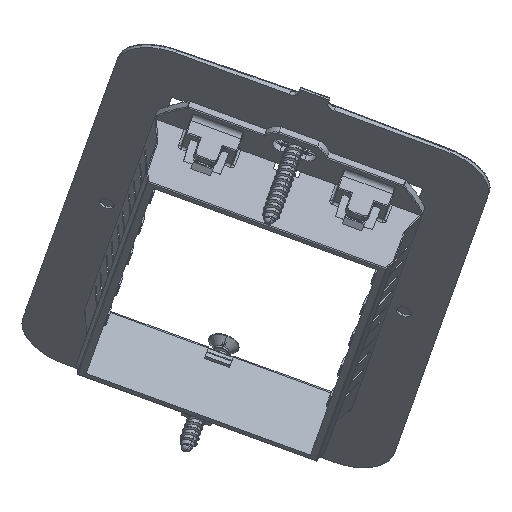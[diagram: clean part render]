
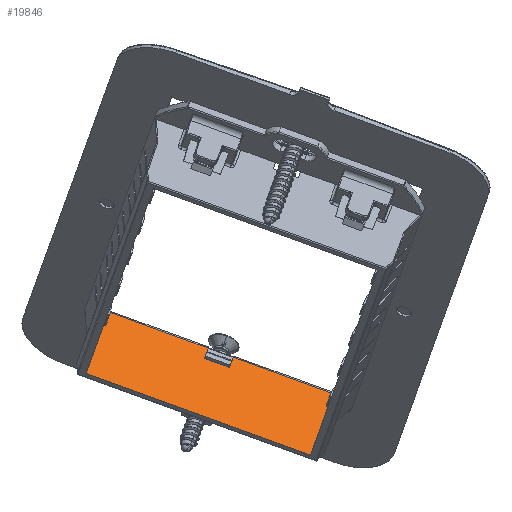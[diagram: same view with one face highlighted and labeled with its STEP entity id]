
A CAD part, left-side view. The second image highlights one B-rep face of the part: STEP entity #19846.
In plain terms, the highlighted face is planar.
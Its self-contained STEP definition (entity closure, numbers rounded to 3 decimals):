
#4780=CARTESIAN_POINT('Vertex',(34.117,-22.747,-2.103)) ;
#4783=CARTESIAN_POINT('Line Origine',(34.058,-22.689,-8.801)) ;
#4787=CARTESIAN_POINT('Vertex',(34.,-22.63,-15.5)) ;
#6452=CARTESIAN_POINT('Vertex',(34.131,-25.323,-0.496)) ;
#6456=CARTESIAN_POINT('Control Point',(34.12,-25.3,-1.8)) ;
#6457=CARTESIAN_POINT('Control Point',(34.131,-25.323,-0.496)) ;
#6458=CARTESIAN_POINT('Vertex',(34.12,-25.3,-1.8)) ;
#7173=CARTESIAN_POINT('Line Origine',(34.,0.,-15.5)) ;
#7177=CARTESIAN_POINT('Vertex',(34.,22.63,-15.5)) ;
#18012=CARTESIAN_POINT('Vertex',(34.12,-23.05,-1.8)) ;
#18027=CARTESIAN_POINT('Line Origine',(34.12,-24.175,-1.8)) ;
#18279=CARTESIAN_POINT('Control Point',(34.117,-22.747,-2.103)) ;
#18280=CARTESIAN_POINT('Control Point',(34.12,-23.05,-1.8)) ;
#19756=CARTESIAN_POINT('Vertex',(34.109,2.5,-3.)) ;
#19759=CARTESIAN_POINT('Line Origine',(34.109,0.,-3.)) ;
#19763=CARTESIAN_POINT('Vertex',(34.109,-2.5,-3.)) ;
#19778=CARTESIAN_POINT('Axis2P3D Location',(34.,0.,-15.5)) ;
#19783=CARTESIAN_POINT('Line Origine',(34.131,-12.65,-0.496)) ;
#19787=CARTESIAN_POINT('Vertex',(34.131,-2.544,-0.496)) ;
#19791=CARTESIAN_POINT('Control Point',(34.109,-2.5,-3.)) ;
#19792=CARTESIAN_POINT('Control Point',(34.131,-2.544,-0.496)) ;
#19795=CARTESIAN_POINT('Control Point',(34.109,2.5,-3.)) ;
#19796=CARTESIAN_POINT('Control Point',(34.131,2.544,-0.496)) ;
#19797=CARTESIAN_POINT('Vertex',(34.131,2.544,-0.496)) ;
#19800=CARTESIAN_POINT('Line Origine',(34.131,-12.65,-0.496)) ;
#19804=CARTESIAN_POINT('Vertex',(34.131,25.323,-0.496)) ;
#19808=CARTESIAN_POINT('Control Point',(34.12,25.3,-1.8)) ;
#19809=CARTESIAN_POINT('Control Point',(34.131,25.323,-0.496)) ;
#19810=CARTESIAN_POINT('Vertex',(34.12,25.3,-1.8)) ;
#19813=CARTESIAN_POINT('Line Origine',(34.12,-12.65,-1.8)) ;
#19817=CARTESIAN_POINT('Vertex',(34.12,23.05,-1.8)) ;
#19821=CARTESIAN_POINT('Control Point',(34.117,22.747,-2.103)) ;
#19822=CARTESIAN_POINT('Control Point',(34.12,23.05,-1.8)) ;
#19823=CARTESIAN_POINT('Vertex',(34.117,22.747,-2.103)) ;
#19827=CARTESIAN_POINT('Control Point',(34.,22.63,-15.5)) ;
#19828=CARTESIAN_POINT('Control Point',(34.117,22.747,-2.103)) ;
#4784=DIRECTION('Vector Direction',(0.009,-0.009,1.)) ;
#7174=DIRECTION('Vector Direction',(0.,-1.,0.)) ;
#18028=DIRECTION('Vector Direction',(0.,-1.,0.)) ;
#19760=DIRECTION('Vector Direction',(0.,-1.,0.)) ;
#19779=DIRECTION('Axis2P3D Direction',(1.,0.,-0.009)) ;
#19780=DIRECTION('Axis2P3D XDirection',(0.,-1.,0.)) ;
#19784=DIRECTION('Vector Direction',(0.,-1.,0.)) ;
#19801=DIRECTION('Vector Direction',(0.,-1.,0.)) ;
#19814=DIRECTION('Vector Direction',(0.,-1.,0.)) ;
#19781=AXIS2_PLACEMENT_3D('Plane Axis2P3D',#19778,#19779,#19780) ;
#19831=ORIENTED_EDGE('',*,*,#19789,.T.) ;
#19832=ORIENTED_EDGE('',*,*,#19793,.F.) ;
#19833=ORIENTED_EDGE('',*,*,#19765,.T.) ;
#19834=ORIENTED_EDGE('',*,*,#19799,.T.) ;
#19835=ORIENTED_EDGE('',*,*,#19806,.F.) ;
#19836=ORIENTED_EDGE('',*,*,#19812,.T.) ;
#19837=ORIENTED_EDGE('',*,*,#19819,.F.) ;
#19838=ORIENTED_EDGE('',*,*,#19825,.F.) ;
#19839=ORIENTED_EDGE('',*,*,#19829,.F.) ;
#19840=ORIENTED_EDGE('',*,*,#7179,.F.) ;
#19841=ORIENTED_EDGE('',*,*,#4789,.T.) ;
#19842=ORIENTED_EDGE('',*,*,#18281,.T.) ;
#19843=ORIENTED_EDGE('',*,*,#18031,.T.) ;
#19844=ORIENTED_EDGE('',*,*,#6460,.F.) ;
#4785=VECTOR('Line Direction',#4784,1.) ;
#7175=VECTOR('Line Direction',#7174,1.) ;
#18029=VECTOR('Line Direction',#18028,1.) ;
#19761=VECTOR('Line Direction',#19760,1.) ;
#19785=VECTOR('Line Direction',#19784,1.) ;
#19802=VECTOR('Line Direction',#19801,1.) ;
#19815=VECTOR('Line Direction',#19814,1.) ;
#19846=ADVANCED_FACE('PartBody',(#19845),#19782,.F.) ;
#6455=B_SPLINE_CURVE_WITH_KNOTS('',1,(#6456,#6457),.UNSPECIFIED.,.F.,.U.,(2,2),(-2.221,-0.916),.UNSPECIFIED.) ;
#18278=B_SPLINE_CURVE_WITH_KNOTS('',1,(#18279,#18280),.UNSPECIFIED.,.F.,.U.,(2,2),(-0.214,0.214),.UNSPECIFIED.) ;
#19790=B_SPLINE_CURVE_WITH_KNOTS('',1,(#19791,#19792),.UNSPECIFIED.,.F.,.U.,(2,2),(-1.5,1.005),.UNSPECIFIED.) ;
#19794=B_SPLINE_CURVE_WITH_KNOTS('',1,(#19795,#19796),.UNSPECIFIED.,.F.,.U.,(2,2),(-1.5,1.005),.UNSPECIFIED.) ;
#19807=B_SPLINE_CURVE_WITH_KNOTS('',1,(#19808,#19809),.UNSPECIFIED.,.F.,.U.,(2,2),(-2.221,-0.916),.UNSPECIFIED.) ;
#19820=B_SPLINE_CURVE_WITH_KNOTS('',1,(#19821,#19822),.UNSPECIFIED.,.F.,.U.,(2,2),(-0.214,0.214),.UNSPECIFIED.) ;
#19826=B_SPLINE_CURVE_WITH_KNOTS('',1,(#19827,#19828),.UNSPECIFIED.,.F.,.U.,(2,2),(-10.441,2.957),.UNSPECIFIED.) ;
#4789=EDGE_CURVE('',#4788,#4781,#4786,.T.) ;
#6460=EDGE_CURVE('',#6453,#6459,#6455,.F.) ;
#7179=EDGE_CURVE('',#4788,#7178,#7176,.F.) ;
#18031=EDGE_CURVE('',#18013,#6459,#18030,.T.) ;
#18281=EDGE_CURVE('',#4781,#18013,#18278,.T.) ;
#19765=EDGE_CURVE('',#19764,#19757,#19762,.F.) ;
#19789=EDGE_CURVE('',#6453,#19788,#19786,.F.) ;
#19793=EDGE_CURVE('',#19764,#19788,#19790,.T.) ;
#19799=EDGE_CURVE('',#19757,#19798,#19794,.T.) ;
#19806=EDGE_CURVE('',#19805,#19798,#19803,.T.) ;
#19812=EDGE_CURVE('',#19805,#19811,#19807,.F.) ;
#19819=EDGE_CURVE('',#19818,#19811,#19816,.F.) ;
#19825=EDGE_CURVE('',#19824,#19818,#19820,.T.) ;
#19829=EDGE_CURVE('',#7178,#19824,#19826,.T.) ;
#19830=EDGE_LOOP('',(#19831,#19832,#19833,#19834,#19835,#19836,#19837,#19838,#19839,#19840,#19841,#19842,#19843,#19844)) ;
#19845=FACE_OUTER_BOUND('',#19830,.T.) ;
#4786=LINE('Line',#4783,#4785) ;
#7176=LINE('Line',#7173,#7175) ;
#18030=LINE('Line',#18027,#18029) ;
#19762=LINE('Line',#19759,#19761) ;
#19786=LINE('Line',#19783,#19785) ;
#19803=LINE('Line',#19800,#19802) ;
#19816=LINE('Line',#19813,#19815) ;
#19782=PLANE('',#19781) ;
#4781=VERTEX_POINT('',#4780) ;
#4788=VERTEX_POINT('',#4787) ;
#6453=VERTEX_POINT('',#6452) ;
#6459=VERTEX_POINT('',#6458) ;
#7178=VERTEX_POINT('',#7177) ;
#18013=VERTEX_POINT('',#18012) ;
#19757=VERTEX_POINT('',#19756) ;
#19764=VERTEX_POINT('',#19763) ;
#19788=VERTEX_POINT('',#19787) ;
#19798=VERTEX_POINT('',#19797) ;
#19805=VERTEX_POINT('',#19804) ;
#19811=VERTEX_POINT('',#19810) ;
#19818=VERTEX_POINT('',#19817) ;
#19824=VERTEX_POINT('',#19823) ;
